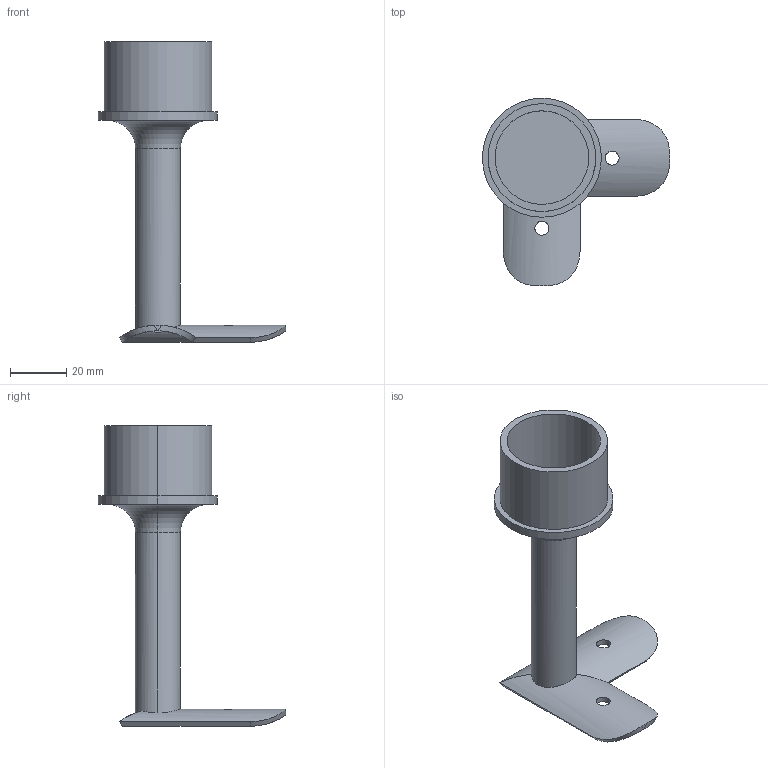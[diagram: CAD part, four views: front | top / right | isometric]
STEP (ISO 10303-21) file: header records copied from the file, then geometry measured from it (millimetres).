
FILE_DESCRIPTION (( 'STEP AP203' ), '1' );
FILE_NAME ('GC2164_42.4_188702095.STEP', '2024-10-14T07:50:23', ( '' ), ( '' ), 'SwSTEP 2.0', 'SolidWorks 2024', '' );
FILE_SCHEMA (( 'CONFIG_CONTROL_DESIGN' ));
Length unit declared in the file: millimetre
Products named in the file (1): GC2164_42.4_188702095
Bounding box: 66.7 x 66.7 x 107.08 mm (x, y, z)
Volume: 32049.2 mm3; surface area: 17730.1 mm2
Topology: 2 solids, 2 shells, 54 faces, 122 edges, 78 vertices
Faces by surface type: cylinder 28, plane 22, cone 2, torus 2
Entity records: 2151 total; most frequent: CARTESIAN_POINT 881, ORIENTED_EDGE 244, DIRECTION 240, EDGE_CURVE 122, AXIS2_PLACEMENT_3D 91, VERTEX_POINT 78, EDGE_LOOP 64, LINE 58
